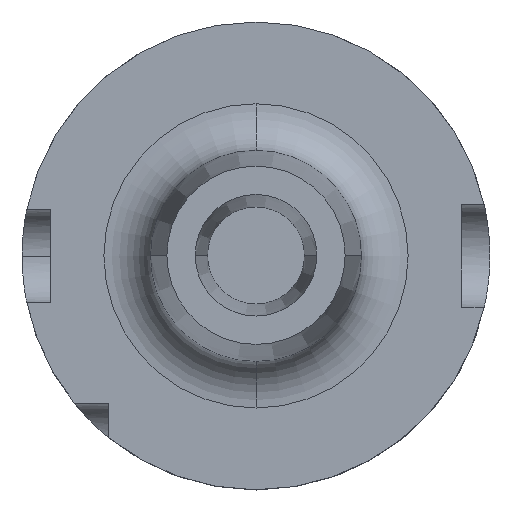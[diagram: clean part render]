
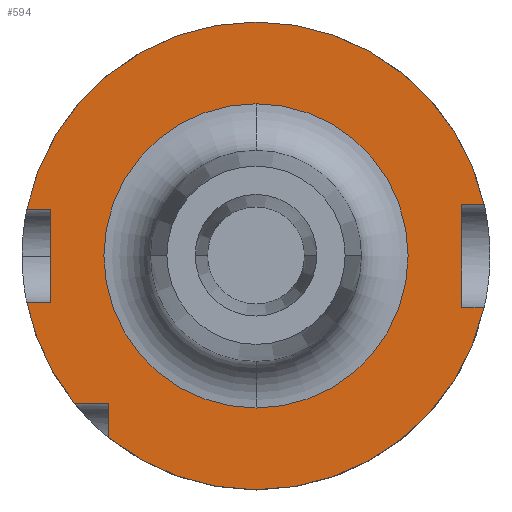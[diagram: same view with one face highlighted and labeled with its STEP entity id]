
A CAD part, top view. The second image highlights one B-rep face of the part: STEP entity #594.
In plain terms, the highlighted planar face has unit normal (0, 0, 1).
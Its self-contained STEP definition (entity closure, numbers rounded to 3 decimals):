
#3 = VECTOR ( 'NONE', #412, 1000. ) ;
#40 = ORIENTED_EDGE ( 'NONE', *, *, #2000, .F. ) ;
#49 = ORIENTED_EDGE ( 'NONE', *, *, #461, .F. ) ;
#68 = LINE ( 'NONE', #1249, #3 ) ;
#83 = CARTESIAN_POINT ( 'NONE',  ( -44., -10., 29. ) ) ;
#92 = CARTESIAN_POINT ( 'NONE',  ( 54., 11., 29. ) ) ;
#97 = ORIENTED_EDGE ( 'NONE', *, *, #1767, .F. ) ;
#105 = ORIENTED_EDGE ( 'NONE', *, *, #1825, .T. ) ;
#108 = EDGE_CURVE ( 'NONE', #1512, #2506, #628, .T. ) ;
#109 = AXIS2_PLACEMENT_3D ( 'NONE', #785, #2248, #994 ) ;
#123 = VERTEX_POINT ( 'NONE', #653 ) ;
#132 = DIRECTION ( 'NONE',  ( 0., 0., -1. ) ) ;
#148 = EDGE_CURVE ( 'NONE', #2253, #1978, #1118, .T. ) ;
#198 = CARTESIAN_POINT ( 'NONE',  ( 0., -31.5, 29. ) ) ;
#199 = DIRECTION ( 'NONE',  ( 0., 0., -1. ) ) ;
#201 = DIRECTION ( 'NONE',  ( 0., -1., 0. ) ) ;
#221 = PLANE ( 'NONE',  #1876 ) ;
#268 = VECTOR ( 'NONE', #1444, 1000. ) ;
#294 = AXIS2_PLACEMENT_3D ( 'NONE', #726, #2189, #939 ) ;
#313 = VERTEX_POINT ( 'NONE', #1892 ) ;
#347 = CARTESIAN_POINT ( 'NONE',  ( 0., 0., 29. ) ) ;
#354 = CARTESIAN_POINT ( 'NONE',  ( 44., 11., 29. ) ) ;
#388 = EDGE_CURVE ( 'NONE', #1625, #2463, #1847, .T. ) ;
#397 = LINE ( 'NONE', #198, #268 ) ;
#400 = LINE ( 'NONE', #487, #2550 ) ;
#412 = DIRECTION ( 'NONE',  ( 0., -1., 0. ) ) ;
#443 = CIRCLE ( 'NONE', #294, 50. ) ;
#451 = ORIENTED_EDGE ( 'NONE', *, *, #1399, .F. ) ;
#461 = EDGE_CURVE ( 'NONE', #2356, #2113, #68, .T. ) ;
#487 = CARTESIAN_POINT ( 'NONE',  ( -44., -10., 29. ) ) ;
#494 = DIRECTION ( 'NONE',  ( 0., -1., 0. ) ) ;
#523 = DIRECTION ( 'NONE',  ( 0., 0., -1. ) ) ;
#548 = CARTESIAN_POINT ( 'NONE',  ( 0., 50., 29. ) ) ;
#556 = DIRECTION ( 'NONE',  ( 0., 1., 0. ) ) ;
#594 = ADVANCED_FACE ( 'NONE', ( #2501, #2005 ), #221, .T. ) ;
#621 = EDGE_CURVE ( 'NONE', #1625, #739, #2369, .T. ) ;
#628 = LINE ( 'NONE', #2514, #2229 ) ;
#653 = CARTESIAN_POINT ( 'NONE',  ( 0., 32.523, 29. ) ) ;
#657 = AXIS2_PLACEMENT_3D ( 'NONE', #1859, #199, #1044 ) ;
#717 = AXIS2_PLACEMENT_3D ( 'NONE', #1373, #132, #1579 ) ;
#726 = CARTESIAN_POINT ( 'NONE',  ( 0., 0., 29. ) ) ;
#739 = VERTEX_POINT ( 'NONE', #1599 ) ;
#766 = CARTESIAN_POINT ( 'NONE',  ( -31.5, -31.5, 29. ) ) ;
#768 = CIRCLE ( 'NONE', #1094, 32.523 ) ;
#785 = CARTESIAN_POINT ( 'NONE',  ( 0., 0., 29. ) ) ;
#884 = ORIENTED_EDGE ( 'NONE', *, *, #621, .T. ) ;
#905 = CARTESIAN_POINT ( 'NONE',  ( 54., -11., 29. ) ) ;
#924 = CARTESIAN_POINT ( 'NONE',  ( 0., 44., 29. ) ) ;
#933 = DIRECTION ( 'NONE',  ( 1., 0., 0. ) ) ;
#939 = DIRECTION ( 'NONE',  ( 0., 1., 0. ) ) ;
#971 = ORIENTED_EDGE ( 'NONE', *, *, #1639, .T. ) ;
#994 = DIRECTION ( 'NONE',  ( 0., 1., 0. ) ) ;
#1044 = DIRECTION ( 'NONE',  ( 0., 1., 0. ) ) ;
#1074 = DIRECTION ( 'NONE',  ( 0., 1., 0. ) ) ;
#1094 = AXIS2_PLACEMENT_3D ( 'NONE', #1764, #523, #1976 ) ;
#1106 = EDGE_LOOP ( 'NONE', ( #884, #2014, #2238, #2049, #451, #1781, #97, #971, #49, #40, #1557, #2210 ) ) ;
#1118 = LINE ( 'NONE', #1785, #1598 ) ;
#1152 = CARTESIAN_POINT ( 'NONE',  ( 0., -32.523, 29. ) ) ;
#1171 = CARTESIAN_POINT ( 'NONE',  ( 44., -11., 29. ) ) ;
#1224 = CIRCLE ( 'NONE', #2259, 50. ) ;
#1249 = CARTESIAN_POINT ( 'NONE',  ( 44., -11., 29. ) ) ;
#1314 = CARTESIAN_POINT ( 'NONE',  ( -48.99, 10., 29. ) ) ;
#1340 = CARTESIAN_POINT ( 'NONE',  ( -48.99, -10., 29. ) ) ;
#1347 = CIRCLE ( 'NONE', #717, 32.523 ) ;
#1367 = CARTESIAN_POINT ( 'NONE',  ( -54., 10., 29. ) ) ;
#1373 = CARTESIAN_POINT ( 'NONE',  ( 0., 0., 29. ) ) ;
#1399 = EDGE_CURVE ( 'NONE', #2506, #1552, #397, .T. ) ;
#1444 = DIRECTION ( 'NONE',  ( -1., 0., 0. ) ) ;
#1510 = VECTOR ( 'NONE', #1530, 1000. ) ;
#1512 = VERTEX_POINT ( 'NONE', #2323 ) ;
#1524 = CARTESIAN_POINT ( 'NONE',  ( 48.775, -11., 29. ) ) ;
#1530 = DIRECTION ( 'NONE',  ( -1., 0., 0. ) ) ;
#1552 = VERTEX_POINT ( 'NONE', #1697 ) ;
#1557 = ORIENTED_EDGE ( 'NONE', *, *, #2533, .F. ) ;
#1579 = DIRECTION ( 'NONE',  ( 0., -1., 0. ) ) ;
#1598 = VECTOR ( 'NONE', #1883, 1000. ) ;
#1599 = CARTESIAN_POINT ( 'NONE',  ( -44., 10., 29. ) ) ;
#1625 = VERTEX_POINT ( 'NONE', #1314 ) ;
#1639 = EDGE_CURVE ( 'NONE', #1974, #2113, #2454, .T. ) ;
#1697 = CARTESIAN_POINT ( 'NONE',  ( -38.83, -31.5, 29. ) ) ;
#1764 = CARTESIAN_POINT ( 'NONE',  ( 0., 0., 29. ) ) ;
#1767 = EDGE_CURVE ( 'NONE', #1974, #1512, #443, .T. ) ;
#1781 = ORIENTED_EDGE ( 'NONE', *, *, #108, .F. ) ;
#1785 = CARTESIAN_POINT ( 'NONE',  ( -54., -10., 29. ) ) ;
#1803 = DIRECTION ( 'NONE',  ( 0., 0., -1. ) ) ;
#1814 = VECTOR ( 'NONE', #933, 1000. ) ;
#1825 = EDGE_CURVE ( 'NONE', #2281, #123, #1347, .T. ) ;
#1847 = CIRCLE ( 'NONE', #657, 50. ) ;
#1859 = CARTESIAN_POINT ( 'NONE',  ( 0., 0., 29. ) ) ;
#1876 = AXIS2_PLACEMENT_3D ( 'NONE', #924, #2383, #201 ) ;
#1883 = DIRECTION ( 'NONE',  ( 1., 0., 0. ) ) ;
#1892 = CARTESIAN_POINT ( 'NONE',  ( 48.775, 11., 29. ) ) ;
#1974 = VERTEX_POINT ( 'NONE', #1524 ) ;
#1976 = DIRECTION ( 'NONE',  ( 0., -1., 0. ) ) ;
#1978 = VERTEX_POINT ( 'NONE', #83 ) ;
#2000 = EDGE_CURVE ( 'NONE', #313, #2356, #2063, .T. ) ;
#2005 = FACE_OUTER_BOUND ( 'NONE', #1106, .T. ) ;
#2009 = EDGE_CURVE ( 'NONE', #739, #1978, #400, .T. ) ;
#2014 = ORIENTED_EDGE ( 'NONE', *, *, #2009, .T. ) ;
#2049 = ORIENTED_EDGE ( 'NONE', *, *, #2477, .F. ) ;
#2055 = EDGE_CURVE ( 'NONE', #123, #2281, #768, .T. ) ;
#2063 = LINE ( 'NONE', #92, #1510 ) ;
#2068 = ORIENTED_EDGE ( 'NONE', *, *, #2055, .T. ) ;
#2113 = VERTEX_POINT ( 'NONE', #1171 ) ;
#2189 = DIRECTION ( 'NONE',  ( 0., 0., -1. ) ) ;
#2197 = CIRCLE ( 'NONE', #109, 50. ) ;
#2210 = ORIENTED_EDGE ( 'NONE', *, *, #388, .F. ) ;
#2229 = VECTOR ( 'NONE', #1074, 1000. ) ;
#2238 = ORIENTED_EDGE ( 'NONE', *, *, #148, .F. ) ;
#2248 = DIRECTION ( 'NONE',  ( 0., 0., -1. ) ) ;
#2253 = VERTEX_POINT ( 'NONE', #1340 ) ;
#2259 = AXIS2_PLACEMENT_3D ( 'NONE', #347, #1803, #556 ) ;
#2281 = VERTEX_POINT ( 'NONE', #1152 ) ;
#2323 = CARTESIAN_POINT ( 'NONE',  ( -31.5, -38.83, 29. ) ) ;
#2356 = VERTEX_POINT ( 'NONE', #354 ) ;
#2364 = DIRECTION ( 'NONE',  ( -1., 0., 0. ) ) ;
#2369 = LINE ( 'NONE', #1367, #1814 ) ;
#2383 = DIRECTION ( 'NONE',  ( 0., 0., 1. ) ) ;
#2454 = LINE ( 'NONE', #905, #2515 ) ;
#2463 = VERTEX_POINT ( 'NONE', #548 ) ;
#2477 = EDGE_CURVE ( 'NONE', #1552, #2253, #1224, .T. ) ;
#2501 = FACE_BOUND ( 'NONE', #2680, .T. ) ;
#2506 = VERTEX_POINT ( 'NONE', #766 ) ;
#2514 = CARTESIAN_POINT ( 'NONE',  ( -31.5, 44., 29. ) ) ;
#2515 = VECTOR ( 'NONE', #2364, 1000. ) ;
#2533 = EDGE_CURVE ( 'NONE', #2463, #313, #2197, .T. ) ;
#2550 = VECTOR ( 'NONE', #494, 1000. ) ;
#2680 = EDGE_LOOP ( 'NONE', ( #105, #2068 ) ) ;
